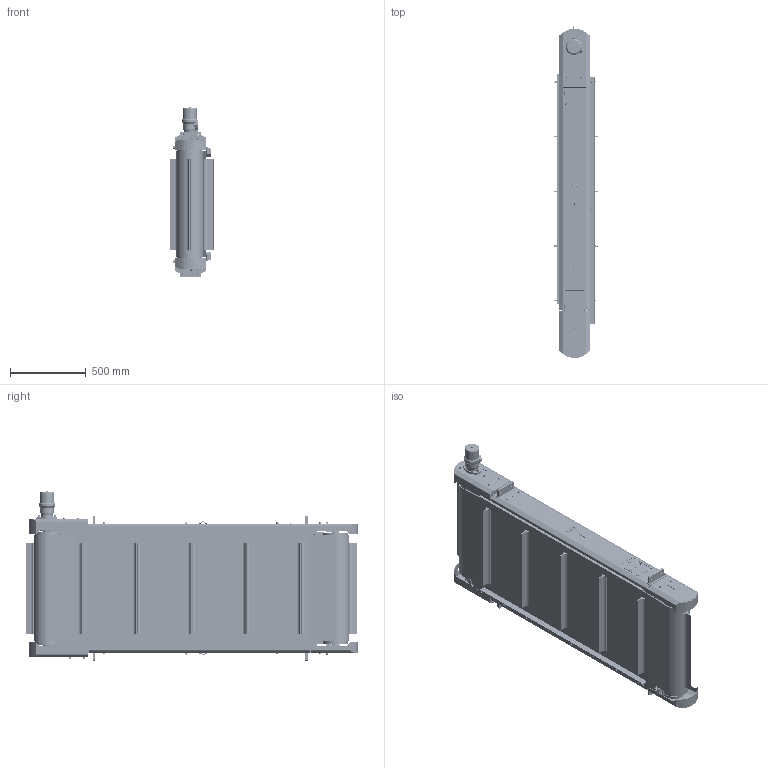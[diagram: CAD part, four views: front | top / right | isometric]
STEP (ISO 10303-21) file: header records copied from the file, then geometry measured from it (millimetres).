
FILE_DESCRIPTION(/* description */ (''),/* implementation_level */ '2;1');
FILE_NAME(/* name */ 'RONC140541.stp',/* time_stamp */ '2023-03-28T11:05:12+02:00',/* author */ ('PH'),/* organization */ (''),/* preprocessor_version */ 'ST-DEVELOPER v18.1',/* originating_system */ 'Autodesk Inventor 2021',/* authorisation */ '');
FILE_SCHEMA (('AUTOMOTIVE_DESIGN { 1 0 10303 214 3 1 1 }'));
Products named in the file (1): RONC140541
Bounding box: 289 x 2190.2 x 1121.09 mm (x, y, z)
Volume: 73970174.2 mm3; surface area: 19698038.3 mm2
Topology: 21 solids, 21 shells, 7584 faces, 19796 edges, 12593 vertices
Faces by surface type: plane 4597, cylinder 1512, cone 698, bspline 599, torus 133, sphere 45
Full cylindrical faces by diameter (mm): 3.15 x2, 4 x3, 4.917 x7, 5.459 x4, 6 x72, 6.5 x10, 6.6 x16, 6.647 x9, 6.917 x3, 7 x36, 7.318 x1, 7.323 x17, 8 x71, 8.4 x28, 8.5 x4, 8.566 x3, 8.7 x4, 9 x14, 9.188 x8, 9.59 x14, 9.6 x6, 10 x48, 10.5 x6, 11 x20, 11.4 x17, 12 x10, 12.5 x2, 13 x29, 15 x18, 15.4 x8
Entity records: 247672 total; most frequent: CARTESIAN_POINT 58246, ORIENTED_EDGE 39406, DIRECTION 35646, EDGE_CURVE 19703, VERTEX_POINT 12601, LINE 11898, VECTOR 11898, AXIS2_PLACEMENT_3D 11874
